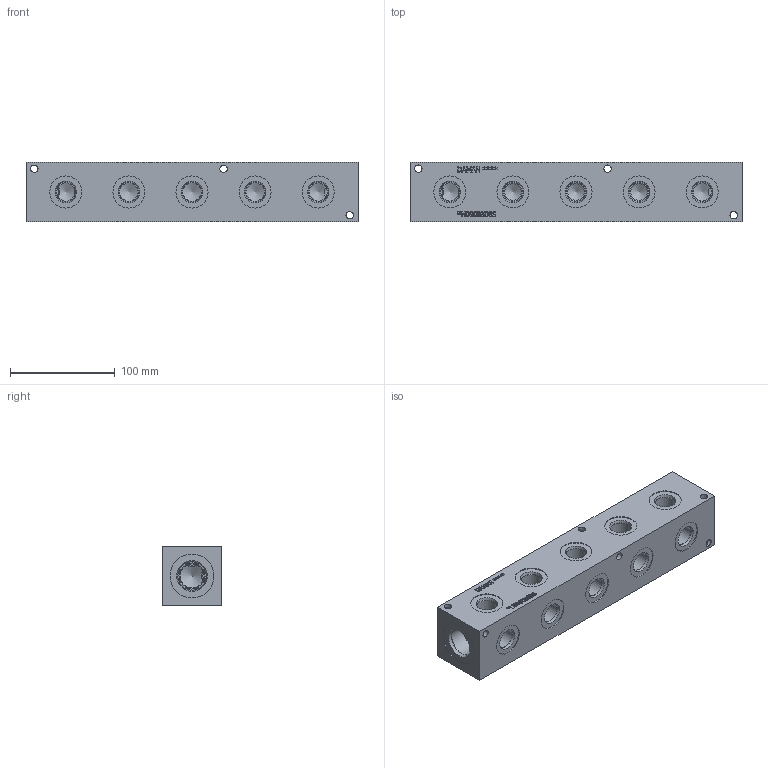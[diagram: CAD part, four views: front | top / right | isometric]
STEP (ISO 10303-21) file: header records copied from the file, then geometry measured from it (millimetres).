
FILE_DESCRIPTION(/* description */ (''),/* implementation_level */ '2;1');
FILE_NAME(/* name */ '_H0900508S.stp',/* time_stamp */ '2020-06-17T08:28:10-04:00',/* author */ ('alexanderw'),/* organization */ (''),/* preprocessor_version */ 'ST-DEVELOPER v17',/* originating_system */ 'Autodesk Inventor 2019',/* authorisation */ '');
FILE_SCHEMA (('AUTOMOTIVE_DESIGN { 1 0 10303 214 3 1 1 }'));
Length unit declared in the file: millimetre
Products named in the file (1): Part_+H0900508S_3D
Bounding box: 317.5 x 57.15 x 57.15 mm (x, y, z)
Volume: 927021 mm3; surface area: 102626 mm2
Topology: 1 solids, 1 shells, 456 faces, 1262 edges, 847 vertices
Faces by surface type: plane 227, bspline 123, cylinder 65, cone 41
Full cylindrical faces by diameter (mm): 7.137 x12, 15.875 x3, 17.501 x10, 19.05 x10, 19.253 x10, 23.012 x2, 24.917 x2, 26.99 x1, 27 x1, 27.432 x2, 30.632 x10, 42.037 x2
Entity records: 15653 total; most frequent: CARTESIAN_POINT 4271, ORIENTED_EDGE 2500, DIRECTION 1887, EDGE_CURVE 1250, VERTEX_POINT 847, LINE 745, VECTOR 745, AXIS2_PLACEMENT_3D 571
